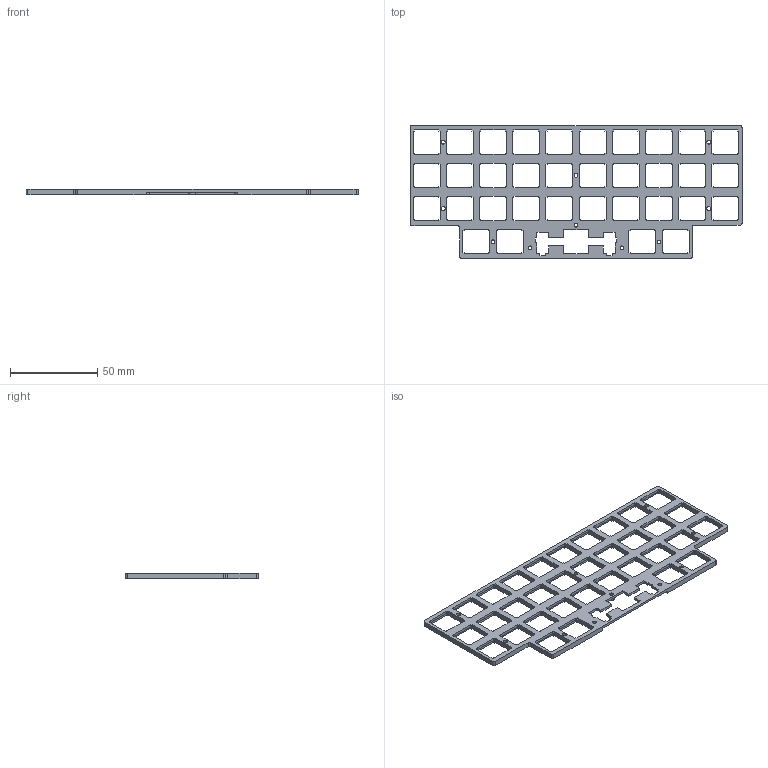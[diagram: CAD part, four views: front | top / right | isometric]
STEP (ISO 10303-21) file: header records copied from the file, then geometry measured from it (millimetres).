
FILE_DESCRIPTION(('HOOPS Exchange Step'),'2;1');
FILE_NAME('temp_export','2023-12-31T13:42:51-05:00',('jscotto'),('Shapr3D Limited'),'HOOPS Exchange 2023.2','Shapr3D','Authorized');
FILE_SCHEMA( ('AUTOMOTIVE_DESIGN { 1 0 10303 214 1 1 1 1 }') );
Length unit declared in the file: millimetre
Products named in the file (1): Plate (4x10_5)
Bounding box: 190.5 x 76.2 x 3 mm (x, y, z)
Volume: 15239.4 mm3; surface area: 19404 mm2
Topology: 1 solids, 1 shells, 619 faces, 1871 edges, 1254 vertices
Faces by surface type: plane 597, cylinder 22
Full cylindrical faces by diameter (mm): 2 x1, 2.2 x9
Entity records: 20833 total; most frequent: CARTESIAN_POINT 3745, ORIENTED_EDGE 3742, DIRECTION 3175, EDGE_CURVE 1871, VECTOR 1807, LINE 1807, VERTEX_POINT 1254, EDGE_LOOP 709
